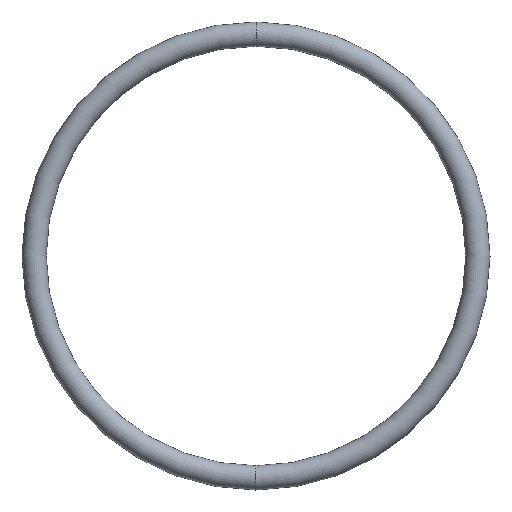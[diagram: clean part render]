
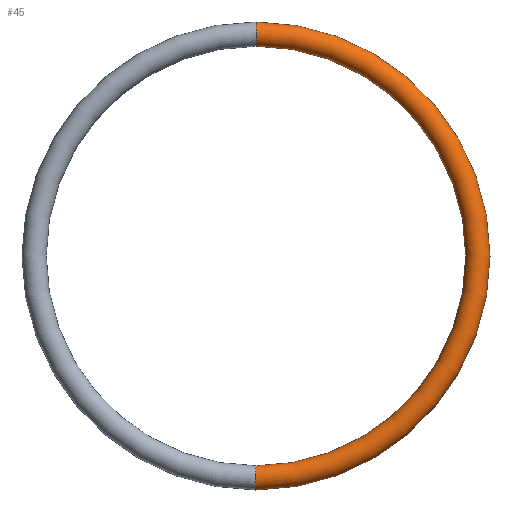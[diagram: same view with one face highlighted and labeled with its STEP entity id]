
A CAD part, left-side view. The second image highlights one B-rep face of the part: STEP entity #45.
In plain terms, the highlighted toroidal (fillet/blend) face has major radius 23.241 mm and minor radius 1.27 mm.
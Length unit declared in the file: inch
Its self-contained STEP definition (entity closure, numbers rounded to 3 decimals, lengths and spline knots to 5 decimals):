
#16 = EDGE_CURVE ( 'NONE', #49, #52, #29, .T. ) ;
#17 = ORIENTED_EDGE ( 'NONE', *, *, #18, .T. ) ;
#18 = EDGE_CURVE ( 'NONE', #52, #19, #25, .T. ) ;
#19 = VERTEX_POINT ( 'NONE', #152 ) ;
#20 = ORIENTED_EDGE ( 'NONE', *, *, #21, .F. ) ;
#21 = EDGE_CURVE ( 'NONE', #50, #19, #179, .T. ) ;
#22 = DIRECTION ( 'NONE',  ( 0., 0., -1. ) ) ;
#23 = DIRECTION ( 'NONE',  ( 0., -1., 0. ) ) ;
#24 = AXIS2_PLACEMENT_3D ( 'NONE', #30, #23, #22 ) ;
#25 = CIRCLE ( 'NONE', #24, 0.05 ) ;
#26 = DIRECTION ( 'NONE',  ( 0., 0., 1. ) ) ;
#27 = DIRECTION ( 'NONE',  ( -1., 0., 0. ) ) ;
#28 = AXIS2_PLACEMENT_3D ( 'NONE', #36, #27, #26 ) ;
#29 = CIRCLE ( 'NONE', #28, 0.965 ) ;
#30 = CARTESIAN_POINT ( 'NONE',  ( 0.1, 0., 0.915 ) ) ;
#36 = CARTESIAN_POINT ( 'NONE',  ( 0.1, 0., 0. ) ) ;
#45 = ADVANCED_FACE ( 'NONE', ( #100 ), #99, .T. ) ;
#46 = EDGE_LOOP ( 'NONE', ( #47, #51, #17, #20 ) ) ;
#47 = ORIENTED_EDGE ( 'NONE', *, *, #48, .F. ) ;
#48 = EDGE_CURVE ( 'NONE', #49, #50, #94, .T. ) ;
#49 = VERTEX_POINT ( 'NONE', #89 ) ;
#50 = VERTEX_POINT ( 'NONE', #88 ) ;
#51 = ORIENTED_EDGE ( 'NONE', *, *, #16, .T. ) ;
#52 = VERTEX_POINT ( 'NONE', #87 ) ;
#87 = CARTESIAN_POINT ( 'NONE',  ( 0.1, 0., 0.965 ) ) ;
#88 = CARTESIAN_POINT ( 'NONE',  ( 0.1, 0., -0.865 ) ) ;
#89 = CARTESIAN_POINT ( 'NONE',  ( 0.1, 0., -0.965 ) ) ;
#90 = DIRECTION ( 'NONE',  ( 0., 0., 1. ) ) ;
#91 = DIRECTION ( 'NONE',  ( 0., 1., 0. ) ) ;
#92 = CARTESIAN_POINT ( 'NONE',  ( 0.1, 0., -0.915 ) ) ;
#93 = AXIS2_PLACEMENT_3D ( 'NONE', #92, #91, #90 ) ;
#94 = CIRCLE ( 'NONE', #93, 0.05 ) ;
#95 = DIRECTION ( 'NONE',  ( 0., 0., 1. ) ) ;
#96 = DIRECTION ( 'NONE',  ( -1., 0., 0. ) ) ;
#97 = CARTESIAN_POINT ( 'NONE',  ( 0.1, 0., 0. ) ) ;
#98 = AXIS2_PLACEMENT_3D ( 'NONE', #97, #96, #95 ) ;
#99 = TOROIDAL_SURFACE ( 'NONE', #98, 0.915, 0.05 ) ;
#100 = FACE_OUTER_BOUND ( 'NONE', #46, .T. ) ;
#151 = DIRECTION ( 'NONE',  ( 0., 0., 1. ) ) ;
#152 = CARTESIAN_POINT ( 'NONE',  ( 0.1, 0., 0.865 ) ) ;
#153 = CARTESIAN_POINT ( 'NONE',  ( 0.1, 0., 0. ) ) ;
#177 = DIRECTION ( 'NONE',  ( -1., 0., 0. ) ) ;
#178 = AXIS2_PLACEMENT_3D ( 'NONE', #153, #177, #151 ) ;
#179 = CIRCLE ( 'NONE', #178, 0.865 ) ;
